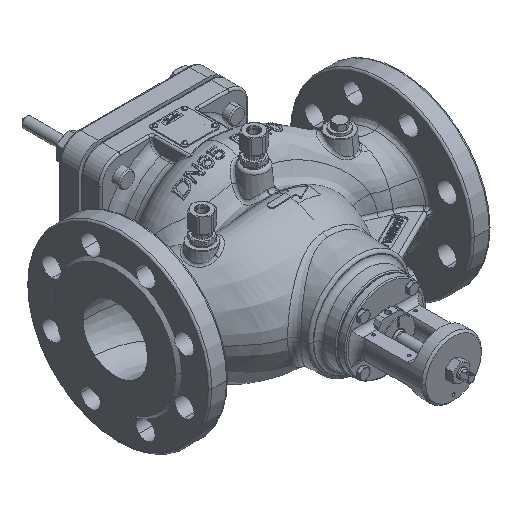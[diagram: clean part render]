
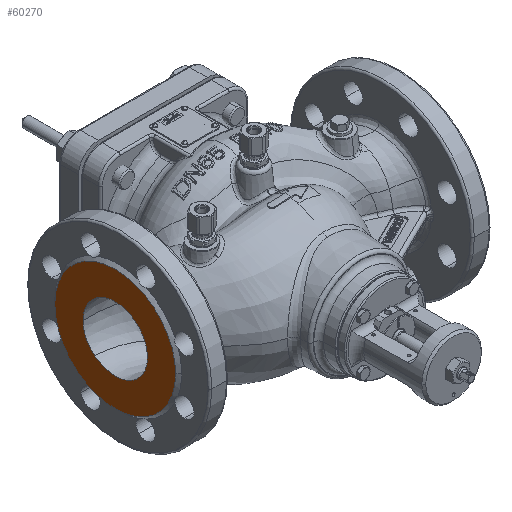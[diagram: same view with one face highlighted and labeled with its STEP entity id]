
A CAD part, isometric view. The second image highlights one B-rep face of the part: STEP entity #60270.
In plain terms, the highlighted planar face has unit normal (-1, 0, 0).
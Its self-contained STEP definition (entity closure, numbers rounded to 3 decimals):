
#14921=CARTESIAN_POINT('',(-145.,32.5,0.));
#14922=CARTESIAN_POINT('',(-145.,32.5,-2.391));
#14923=CARTESIAN_POINT('',(-145.,31.969,-7.187));
#14924=CARTESIAN_POINT('',(-145.,29.606,-14.041));
#14925=CARTESIAN_POINT('',(-145.,25.805,-20.188));
#14926=CARTESIAN_POINT('',(-145.,22.463,-23.606));
#14927=CARTESIAN_POINT('',(-145.,20.64,-25.105));
#15018=CARTESIAN_POINT('',(-145.,20.64,25.105));
#15019=CARTESIAN_POINT('',(-145.,22.463,23.606));
#15020=CARTESIAN_POINT('',(-145.,25.805,20.188));
#15021=CARTESIAN_POINT('',(-145.,29.606,14.041));
#15022=CARTESIAN_POINT('',(-145.,31.969,7.187));
#15023=CARTESIAN_POINT('',(-145.,32.5,2.391));
#15024=CARTESIAN_POINT('',(-145.,32.5,0.));
#15049=CARTESIAN_POINT('',(-145.,0.,0.));
#15050=DIRECTION('',(1.,0.,0.));
#15051=DIRECTION('',(0.,1.,0.));
#15052=AXIS2_PLACEMENT_3D('',#15049,#15050,#15051);
#21756=CARTESIAN_POINT('',(-145.,0.,0.));
#21757=DIRECTION('',(-1.,0.,0.));
#21758=DIRECTION('',(0.,1.,0.));
#21759=AXIS2_PLACEMENT_3D('',#21756,#21757,#21758);
#21944=CARTESIAN_POINT('',(-145.,20.64,-25.105));
#21945=CARTESIAN_POINT('',(-145.,19.911,-25.704));
#21946=CARTESIAN_POINT('',(-145.,18.398,-26.841));
#21947=CARTESIAN_POINT('',(-145.,15.987,-28.344));
#21948=CARTESIAN_POINT('',(-145.,13.878,-29.414));
#21949=CARTESIAN_POINT('',(-145.,12.145,-30.156));
#21950=CARTESIAN_POINT('',(-145.,10.826,-30.655));
#21951=CARTESIAN_POINT('',(-145.,9.491,-31.094));
#21952=CARTESIAN_POINT('',(-145.,7.694,-31.6));
#21953=CARTESIAN_POINT('',(-145.,5.426,-32.084));
#21954=CARTESIAN_POINT('',(-145.,2.697,-32.426));
#21955=CARTESIAN_POINT('',(-145.,-1.331,-32.591));
#21956=CARTESIAN_POINT('',(-145.,-6.585,-32.048));
#21957=CARTESIAN_POINT('',(-145.,-12.791,-30.108));
#21958=CARTESIAN_POINT('',(-145.,-18.422,-27.026));
#21959=CARTESIAN_POINT('',(-145.,-23.307,-22.945));
#21960=CARTESIAN_POINT('',(-145.,-27.288,-18.02));
#21961=CARTESIAN_POINT('',(-145.,-30.251,-12.432));
#21962=CARTESIAN_POINT('',(-145.,-32.079,-6.359));
#21963=CARTESIAN_POINT('',(-145.,-32.5,-2.127));
#21964=CARTESIAN_POINT('',(-145.,-32.5,0.));
#22177=CARTESIAN_POINT('',(-145.,-32.5,0.));
#22178=CARTESIAN_POINT('',(-145.,-32.5,2.127));
#22179=CARTESIAN_POINT('',(-145.,-32.079,6.359));
#22180=CARTESIAN_POINT('',(-145.,-30.251,12.432));
#22181=CARTESIAN_POINT('',(-145.,-27.288,18.02));
#22182=CARTESIAN_POINT('',(-145.,-23.307,22.945));
#22183=CARTESIAN_POINT('',(-145.,-18.422,27.026));
#22184=CARTESIAN_POINT('',(-145.,-12.791,30.108));
#22185=CARTESIAN_POINT('',(-145.,-6.585,32.048));
#22186=CARTESIAN_POINT('',(-145.,-1.331,32.591));
#22187=CARTESIAN_POINT('',(-145.,2.697,32.426));
#22188=CARTESIAN_POINT('',(-145.,5.426,32.084));
#22189=CARTESIAN_POINT('',(-145.,7.694,31.6));
#22190=CARTESIAN_POINT('',(-145.,9.491,31.094));
#22191=CARTESIAN_POINT('',(-145.,10.826,30.655));
#22192=CARTESIAN_POINT('',(-145.,12.145,30.156));
#22193=CARTESIAN_POINT('',(-145.,13.878,29.414));
#22194=CARTESIAN_POINT('',(-145.,15.987,28.344));
#22195=CARTESIAN_POINT('',(-145.,18.398,26.841));
#22196=CARTESIAN_POINT('',(-145.,19.911,25.704));
#22197=CARTESIAN_POINT('',(-145.,20.64,25.105));
#39769=VERTEX_POINT('',#14921);
#39770=VERTEX_POINT('',#14927);
#39771=VERTEX_POINT('',#21964);
#39772=VERTEX_POINT('',#15018);
#39823=CARTESIAN_POINT('',(-145.,61.,0.));
#39825=VERTEX_POINT('',#39823);
#39827=CARTESIAN_POINT('',(-145.,-61.,0.));
#39829=VERTEX_POINT('',#39827);
#60251=CARTESIAN_POINT('',(-145.,0.,0.));
#60252=DIRECTION('',(1.,0.,0.));
#60253=DIRECTION('',(0.,-1.,0.));
#60254=AXIS2_PLACEMENT_3D('',#60251,#60252,#60253);
#60255=PLANE('',#60254);
#60257=ORIENTED_EDGE('',*,*,#60256,.T.);
#60259=ORIENTED_EDGE('',*,*,#60258,.F.);
#60260=EDGE_LOOP('',(#60257,#60259));
#60261=FACE_OUTER_BOUND('',#60260,.F.);
#60262=ORIENTED_EDGE('',*,*,#59933,.T.);
#60264=ORIENTED_EDGE('',*,*,#60263,.T.);
#60266=ORIENTED_EDGE('',*,*,#60265,.T.);
#60267=ORIENTED_EDGE('',*,*,#60243,.T.);
#60268=EDGE_LOOP('',(#60262,#60264,#60266,#60267));
#60269=FACE_BOUND('',#60268,.F.);
#14928=B_SPLINE_CURVE_WITH_KNOTS('',3,(#14921,#14922,#14923,#14924,#14925,
#14926,#14927),.UNSPECIFIED.,.F.,.F.,(4,1,1,1,4),(0.,0.25,0.5,0.75,
1.),.UNSPECIFIED.);
#15025=B_SPLINE_CURVE_WITH_KNOTS('',3,(#15018,#15019,#15020,#15021,#15022,
#15023,#15024),.UNSPECIFIED.,.F.,.F.,(4,1,1,1,4),(0.,0.25,0.5,0.75,
1.),.UNSPECIFIED.);
#15053=CIRCLE('',#15052,61.);
#21760=CIRCLE('',#21759,61.);
#21965=B_SPLINE_CURVE_WITH_KNOTS('',3,(#21944,#21945,#21946,#21947,#21948,
#21949,#21950,#21951,#21952,#21953,#21954,#21955,#21956,#21957,#21958,#21959,
#21960,#21961,#21962,#21963,#21964),.UNSPECIFIED.,.F.,.F.,(4,1,1,1,1,1,1,1,1,1,
1,1,1,1,1,1,1,1,4),(0.,0.036,0.072,0.108,
0.126,0.144,0.162,0.18,
0.216,0.252,0.288,0.377,
0.466,0.555,0.644,0.733,
0.822,0.911,1.),.UNSPECIFIED.);
#22198=B_SPLINE_CURVE_WITH_KNOTS('',3,(#22177,#22178,#22179,#22180,#22181,
#22182,#22183,#22184,#22185,#22186,#22187,#22188,#22189,#22190,#22191,#22192,
#22193,#22194,#22195,#22196,#22197),.UNSPECIFIED.,.F.,.F.,(4,1,1,1,1,1,1,1,1,1,
1,1,1,1,1,1,1,1,4),(0.,0.089,0.178,0.267,
0.356,0.445,0.534,0.623,
0.712,0.748,0.784,0.82,
0.838,0.856,0.874,0.892,
0.928,0.964,1.),.UNSPECIFIED.);
#59933=EDGE_CURVE('',#39769,#39770,#14928,.T.);
#60243=EDGE_CURVE('',#39772,#39769,#15025,.T.);
#60256=EDGE_CURVE('',#39825,#39829,#15053,.T.);
#60258=EDGE_CURVE('',#39825,#39829,#21760,.T.);
#60263=EDGE_CURVE('',#39770,#39771,#21965,.T.);
#60265=EDGE_CURVE('',#39771,#39772,#22198,.T.);
#60270=ADVANCED_FACE('',(#60261,#60269),#60255,.F.);
